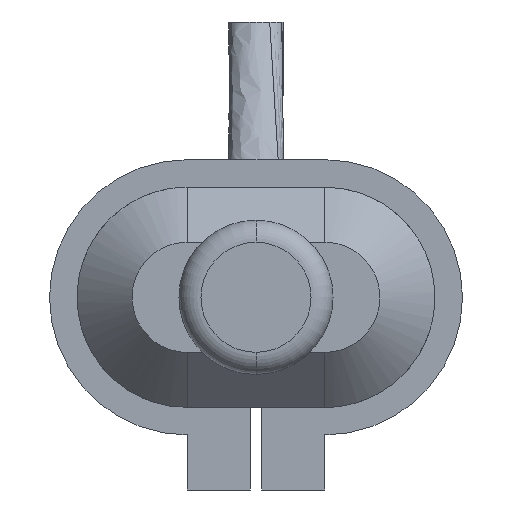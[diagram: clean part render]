
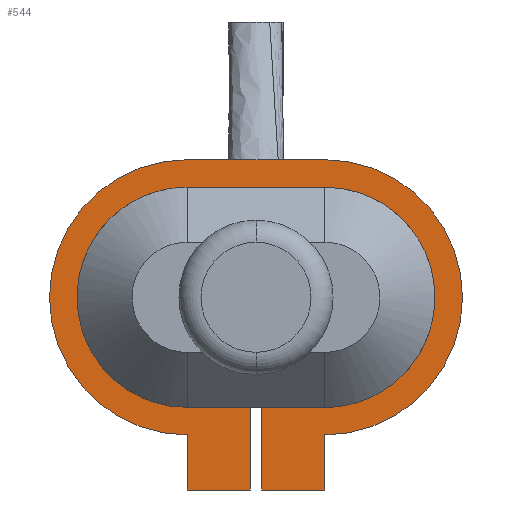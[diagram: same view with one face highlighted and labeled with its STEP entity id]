
A CAD part, front view. The second image highlights one B-rep face of the part: STEP entity #544.
In plain terms, the highlighted face is planar.
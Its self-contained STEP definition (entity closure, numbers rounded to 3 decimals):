
#20 = ORIENTED_EDGE ( 'NONE', *, *, #1735, .T. ) ;
#33 = CARTESIAN_POINT ( 'NONE',  ( -25., 10., -20. ) ) ;
#104 = EDGE_CURVE ( 'NONE', #917, #1662, #375, .T. ) ;
#124 = ORIENTED_EDGE ( 'NONE', *, *, #1278, .T. ) ;
#136 = DIRECTION ( 'NONE',  ( 1., 0., 0. ) ) ;
#147 = ORIENTED_EDGE ( 'NONE', *, *, #2466, .F. ) ;
#153 = VECTOR ( 'NONE', #2027, 1000. ) ;
#160 = LINE ( 'NONE', #1117, #2168 ) ;
#176 = ORIENTED_EDGE ( 'NONE', *, *, #815, .T. ) ;
#186 = PLANE ( 'NONE',  #1397 ) ;
#218 = VERTEX_POINT ( 'NONE', #903 ) ;
#242 = VECTOR ( 'NONE', #1517, 1000. ) ;
#276 = VERTEX_POINT ( 'NONE', #1247 ) ;
#294 = DIRECTION ( 'NONE',  ( 0., 0., -1. ) ) ;
#312 = DIRECTION ( 'NONE',  ( 0., 0., 1. ) ) ;
#319 = LINE ( 'NONE', #495, #153 ) ;
#346 = VERTEX_POINT ( 'NONE', #1432 ) ;
#369 = EDGE_CURVE ( 'NONE', #1849, #1935, #2207, .T. ) ;
#375 = CIRCLE ( 'NONE', #704, 20. ) ;
#448 = LINE ( 'NONE', #2230, #631 ) ;
#460 = ORIENTED_EDGE ( 'NONE', *, *, #1365, .F. ) ;
#470 = DIRECTION ( 'NONE',  ( 0., 1., 0. ) ) ;
#483 = ORIENTED_EDGE ( 'NONE', *, *, #2422, .F. ) ;
#490 = CARTESIAN_POINT ( 'NONE',  ( 0., 10., -25. ) ) ;
#495 = CARTESIAN_POINT ( 'NONE',  ( 0., 10., -25. ) ) ;
#502 = EDGE_CURVE ( 'NONE', #1711, #898, #160, .T. ) ;
#518 = VECTOR ( 'NONE', #1124, 1000. ) ;
#531 = EDGE_CURVE ( 'NONE', #218, #1589, #1566, .T. ) ;
#537 = VECTOR ( 'NONE', #913, 1000. ) ;
#542 = CARTESIAN_POINT ( 'NONE',  ( 0., 10., 20. ) ) ;
#544 = ADVANCED_FACE ( 'NONE', ( #1957 ), #186, .T. ) ;
#586 = LINE ( 'NONE', #1350, #242 ) ;
#631 = VECTOR ( 'NONE', #294, 1000. ) ;
#651 = DIRECTION ( 'NONE',  ( -1., 0., 0. ) ) ;
#674 = AXIS2_PLACEMENT_3D ( 'NONE', #680, #1225, #1822 ) ;
#680 = CARTESIAN_POINT ( 'NONE',  ( 0., 10., 0. ) ) ;
#704 = AXIS2_PLACEMENT_3D ( 'NONE', #942, #1895, #312 ) ;
#734 = DIRECTION ( 'NONE',  ( -1., 0., 0. ) ) ;
#753 = VECTOR ( 'NONE', #651, 1000. ) ;
#762 = CARTESIAN_POINT ( 'NONE',  ( 0., 10., 20. ) ) ;
#764 = CARTESIAN_POINT ( 'NONE',  ( -25., 10., -25. ) ) ;
#798 = CIRCLE ( 'NONE', #674, 25. ) ;
#815 = EDGE_CURVE ( 'NONE', #1478, #346, #906, .T. ) ;
#824 = AXIS2_PLACEMENT_3D ( 'NONE', #2402, #470, #833 ) ;
#833 = DIRECTION ( 'NONE',  ( 0., 0., 1. ) ) ;
#889 = ORIENTED_EDGE ( 'NONE', *, *, #369, .F. ) ;
#898 = VERTEX_POINT ( 'NONE', #1839 ) ;
#903 = CARTESIAN_POINT ( 'NONE',  ( -13.5, 10., 35. ) ) ;
#906 = CIRCLE ( 'NONE', #824, 25. ) ;
#913 = DIRECTION ( 'NONE',  ( 0., 0., 1. ) ) ;
#917 = VERTEX_POINT ( 'NONE', #2208 ) ;
#942 = CARTESIAN_POINT ( 'NONE',  ( 0., 10., 0. ) ) ;
#983 = CARTESIAN_POINT ( 'NONE',  ( 0., 10., 0. ) ) ;
#987 = VERTEX_POINT ( 'NONE', #2063 ) ;
#1002 = EDGE_CURVE ( 'NONE', #1213, #898, #1917, .T. ) ;
#1027 = VECTOR ( 'NONE', #734, 1000. ) ;
#1033 = EDGE_CURVE ( 'NONE', #276, #1478, #1683, .T. ) ;
#1088 = VECTOR ( 'NONE', #1528, 1000. ) ;
#1098 = AXIS2_PLACEMENT_3D ( 'NONE', #1828, #1990, #2196 ) ;
#1117 = CARTESIAN_POINT ( 'NONE',  ( 0., 10., 35. ) ) ;
#1124 = DIRECTION ( 'NONE',  ( 1., 0., 0. ) ) ;
#1166 = LINE ( 'NONE', #542, #518 ) ;
#1170 = VECTOR ( 'NONE', #136, 1000. ) ;
#1213 = VERTEX_POINT ( 'NONE', #1485 ) ;
#1224 = ORIENTED_EDGE ( 'NONE', *, *, #502, .F. ) ;
#1225 = DIRECTION ( 'NONE',  ( 0., 1., 0. ) ) ;
#1247 = CARTESIAN_POINT ( 'NONE',  ( -12.501, 10., -25. ) ) ;
#1265 = CARTESIAN_POINT ( 'NONE',  ( 0., 10., -20. ) ) ;
#1278 = EDGE_CURVE ( 'NONE', #1628, #276, #319, .T. ) ;
#1296 = DIRECTION ( 'NONE',  ( 0., 0., 1. ) ) ;
#1350 = CARTESIAN_POINT ( 'NONE',  ( -25., 10., 35. ) ) ;
#1361 = ORIENTED_EDGE ( 'NONE', *, *, #1002, .T. ) ;
#1365 = EDGE_CURVE ( 'NONE', #1589, #346, #586, .T. ) ;
#1397 = AXIS2_PLACEMENT_3D ( 'NONE', #983, #2474, #1296 ) ;
#1432 = CARTESIAN_POINT ( 'NONE',  ( -25., 10., 25. ) ) ;
#1467 = ORIENTED_EDGE ( 'NONE', *, *, #104, .F. ) ;
#1478 = VERTEX_POINT ( 'NONE', #764 ) ;
#1485 = CARTESIAN_POINT ( 'NONE',  ( -11.5, 10., 20. ) ) ;
#1514 = LINE ( 'NONE', #762, #1170 ) ;
#1517 = DIRECTION ( 'NONE',  ( 0., 0., -1. ) ) ;
#1528 = DIRECTION ( 'NONE',  ( 0., 0., 1. ) ) ;
#1548 = CARTESIAN_POINT ( 'NONE',  ( -13.5, 10., 35. ) ) ;
#1566 = LINE ( 'NONE', #1548, #1679 ) ;
#1589 = VERTEX_POINT ( 'NONE', #2299 ) ;
#1616 = LINE ( 'NONE', #2215, #753 ) ;
#1628 = VERTEX_POINT ( 'NONE', #490 ) ;
#1642 = CARTESIAN_POINT ( 'NONE',  ( 0., 10., 35. ) ) ;
#1662 = VERTEX_POINT ( 'NONE', #1265 ) ;
#1679 = VECTOR ( 'NONE', #2340, 1000. ) ;
#1683 = LINE ( 'NONE', #1707, #1027 ) ;
#1707 = CARTESIAN_POINT ( 'NONE',  ( 0., 10., -25. ) ) ;
#1711 = VERTEX_POINT ( 'NONE', #1642 ) ;
#1735 = EDGE_CURVE ( 'NONE', #1711, #2047, #448, .T. ) ;
#1798 = EDGE_LOOP ( 'NONE', ( #1361, #1224, #20, #2160, #124, #2034, #176, #460, #2272, #147, #483, #889, #2283, #1467, #2031 ) ) ;
#1819 = EDGE_CURVE ( 'NONE', #1662, #1849, #1616, .T. ) ;
#1822 = DIRECTION ( 'NONE',  ( 0., 0., 1. ) ) ;
#1828 = CARTESIAN_POINT ( 'NONE',  ( -25., 10., 0. ) ) ;
#1833 = EDGE_CURVE ( 'NONE', #2047, #1628, #798, .T. ) ;
#1839 = CARTESIAN_POINT ( 'NONE',  ( -11.5, 10., 35. ) ) ;
#1849 = VERTEX_POINT ( 'NONE', #33 ) ;
#1892 = CARTESIAN_POINT ( 'NONE',  ( -11.5, 10., -50.005 ) ) ;
#1895 = DIRECTION ( 'NONE',  ( 0., 1., 0. ) ) ;
#1917 = LINE ( 'NONE', #1892, #537 ) ;
#1935 = VERTEX_POINT ( 'NONE', #2033 ) ;
#1940 = CARTESIAN_POINT ( 'NONE',  ( -13.5, 10., -50.005 ) ) ;
#1957 = FACE_OUTER_BOUND ( 'NONE', #1798, .T. ) ;
#1980 = CARTESIAN_POINT ( 'NONE',  ( 0., 10., 25. ) ) ;
#1990 = DIRECTION ( 'NONE',  ( 0., 1., 0. ) ) ;
#2027 = DIRECTION ( 'NONE',  ( -1., 0., 0. ) ) ;
#2031 = ORIENTED_EDGE ( 'NONE', *, *, #2478, .F. ) ;
#2033 = CARTESIAN_POINT ( 'NONE',  ( -25., 10., 20. ) ) ;
#2034 = ORIENTED_EDGE ( 'NONE', *, *, #1033, .T. ) ;
#2047 = VERTEX_POINT ( 'NONE', #1980 ) ;
#2063 = CARTESIAN_POINT ( 'NONE',  ( -13.5, 10., 20. ) ) ;
#2160 = ORIENTED_EDGE ( 'NONE', *, *, #1833, .T. ) ;
#2168 = VECTOR ( 'NONE', #2524, 1000. ) ;
#2196 = DIRECTION ( 'NONE',  ( 0., 0., 1. ) ) ;
#2207 = CIRCLE ( 'NONE', #1098, 20. ) ;
#2208 = CARTESIAN_POINT ( 'NONE',  ( 0., 10., 20. ) ) ;
#2215 = CARTESIAN_POINT ( 'NONE',  ( 0., 10., -20. ) ) ;
#2230 = CARTESIAN_POINT ( 'NONE',  ( 0., 10., 35. ) ) ;
#2272 = ORIENTED_EDGE ( 'NONE', *, *, #531, .F. ) ;
#2283 = ORIENTED_EDGE ( 'NONE', *, *, #1819, .F. ) ;
#2290 = LINE ( 'NONE', #1940, #1088 ) ;
#2299 = CARTESIAN_POINT ( 'NONE',  ( -25., 10., 35. ) ) ;
#2340 = DIRECTION ( 'NONE',  ( -1., 0., 0. ) ) ;
#2402 = CARTESIAN_POINT ( 'NONE',  ( -25., 10., 0. ) ) ;
#2422 = EDGE_CURVE ( 'NONE', #1935, #987, #1166, .T. ) ;
#2466 = EDGE_CURVE ( 'NONE', #987, #218, #2290, .T. ) ;
#2474 = DIRECTION ( 'NONE',  ( 0., 1., 0. ) ) ;
#2478 = EDGE_CURVE ( 'NONE', #1213, #917, #1514, .T. ) ;
#2524 = DIRECTION ( 'NONE',  ( -1., 0., 0. ) ) ;
